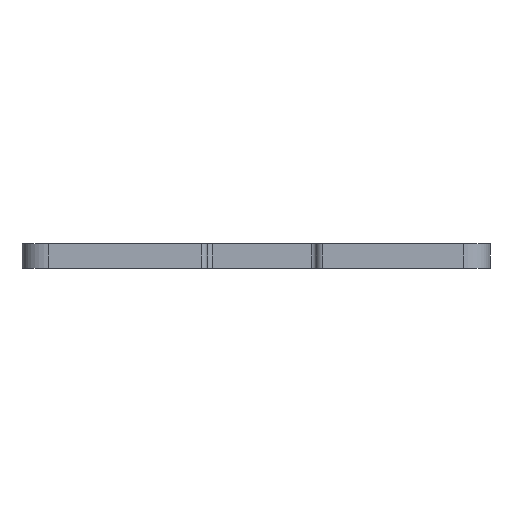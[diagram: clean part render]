
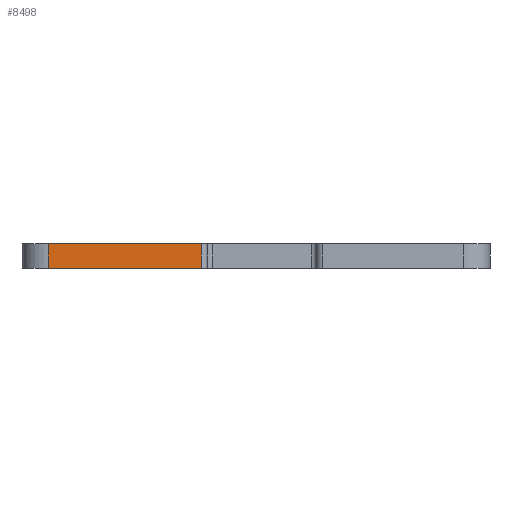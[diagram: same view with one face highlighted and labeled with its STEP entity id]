
A CAD part, front view. The second image highlights one B-rep face of the part: STEP entity #8498.
In plain terms, the highlighted planar face has unit normal (0, -1, 0).
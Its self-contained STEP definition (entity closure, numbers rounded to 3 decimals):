
#84 = PLANE('',#85);
#85 = AXIS2_PLACEMENT_3D('',#86,#87,#88);
#86 = CARTESIAN_POINT('',(154.321,-94.918,4.69));
#87 = DIRECTION('',(0.,0.,1.));
#88 = DIRECTION('',(1.,0.,-0.));
#139 = PLANE('',#140);
#140 = AXIS2_PLACEMENT_3D('',#141,#142,#143);
#141 = CARTESIAN_POINT('',(154.321,-94.918,0.));
#142 = DIRECTION('',(0.,0.,1.));
#143 = DIRECTION('',(1.,0.,-0.));
#420 = VERTEX_POINT('',#421);
#421 = CARTESIAN_POINT('',(114.3,-142.875,0.));
#436 = CYLINDRICAL_SURFACE('',#437,5.08);
#437 = AXIS2_PLACEMENT_3D('',#438,#439,#440);
#438 = CARTESIAN_POINT('',(114.3,-137.795,0.));
#439 = DIRECTION('',(-0.,-0.,-1.));
#440 = DIRECTION('',(1.,0.,-0.));
#448 = EDGE_CURVE('',#449,#420,#451,.T.);
#449 = VERTEX_POINT('',#450);
#450 = CARTESIAN_POINT('',(143.764,-142.875,0.));
#451 = SURFACE_CURVE('',#452,(#456,#463),.PCURVE_S1.);
#452 = LINE('',#453,#454);
#453 = CARTESIAN_POINT('',(143.764,-142.875,0.));
#454 = VECTOR('',#455,1.);
#455 = DIRECTION('',(-1.,0.,0.));
#456 = PCURVE('',#139,#457);
#457 = DEFINITIONAL_REPRESENTATION('',(#458),#462);
#458 = LINE('',#459,#460);
#459 = CARTESIAN_POINT('',(-10.557,-47.957));
#460 = VECTOR('',#461,1.);
#461 = DIRECTION('',(-1.,0.));
#462 = ( GEOMETRIC_REPRESENTATION_CONTEXT(2) 
PARAMETRIC_REPRESENTATION_CONTEXT() REPRESENTATION_CONTEXT('2D SPACE',''
  ) );
#463 = PCURVE('',#464,#469);
#464 = PLANE('',#465);
#465 = AXIS2_PLACEMENT_3D('',#466,#467,#468);
#466 = CARTESIAN_POINT('',(143.764,-142.875,0.));
#467 = DIRECTION('',(0.,-1.,0.));
#468 = DIRECTION('',(-1.,0.,0.));
#469 = DEFINITIONAL_REPRESENTATION('',(#470),#474);
#470 = LINE('',#471,#472);
#471 = CARTESIAN_POINT('',(0.,-0.));
#472 = VECTOR('',#473,1.);
#473 = DIRECTION('',(1.,0.));
#474 = ( GEOMETRIC_REPRESENTATION_CONTEXT(2) 
PARAMETRIC_REPRESENTATION_CONTEXT() REPRESENTATION_CONTEXT('2D SPACE',''
  ) );
#493 = CYLINDRICAL_SURFACE('',#494,1.143);
#494 = AXIS2_PLACEMENT_3D('',#495,#496,#497);
#495 = CARTESIAN_POINT('',(143.764,-141.732,0.));
#496 = DIRECTION('',(-0.,-0.,-1.));
#497 = DIRECTION('',(1.,0.,-0.));
#4701 = VERTEX_POINT('',#4702);
#4702 = CARTESIAN_POINT('',(114.3,-142.875,4.69));
#4724 = EDGE_CURVE('',#4725,#4701,#4727,.T.);
#4725 = VERTEX_POINT('',#4726);
#4726 = CARTESIAN_POINT('',(143.764,-142.875,4.69));
#4727 = SURFACE_CURVE('',#4728,(#4732,#4739),.PCURVE_S1.);
#4728 = LINE('',#4729,#4730);
#4729 = CARTESIAN_POINT('',(143.764,-142.875,4.69));
#4730 = VECTOR('',#4731,1.);
#4731 = DIRECTION('',(-1.,0.,0.));
#4732 = PCURVE('',#84,#4733);
#4733 = DEFINITIONAL_REPRESENTATION('',(#4734),#4738);
#4734 = LINE('',#4735,#4736);
#4735 = CARTESIAN_POINT('',(-10.557,-47.957));
#4736 = VECTOR('',#4737,1.);
#4737 = DIRECTION('',(-1.,0.));
#4738 = ( GEOMETRIC_REPRESENTATION_CONTEXT(2) 
PARAMETRIC_REPRESENTATION_CONTEXT() REPRESENTATION_CONTEXT('2D SPACE',''
  ) );
#4739 = PCURVE('',#464,#4740);
#4740 = DEFINITIONAL_REPRESENTATION('',(#4741),#4745);
#4741 = LINE('',#4742,#4743);
#4742 = CARTESIAN_POINT('',(0.,-4.69));
#4743 = VECTOR('',#4744,1.);
#4744 = DIRECTION('',(1.,0.));
#4745 = ( GEOMETRIC_REPRESENTATION_CONTEXT(2) 
PARAMETRIC_REPRESENTATION_CONTEXT() REPRESENTATION_CONTEXT('2D SPACE',''
  ) );
#8450 = EDGE_CURVE('',#420,#4701,#8451,.T.);
#8451 = SURFACE_CURVE('',#8452,(#8456,#8463),.PCURVE_S1.);
#8452 = LINE('',#8453,#8454);
#8453 = CARTESIAN_POINT('',(114.3,-142.875,0.));
#8454 = VECTOR('',#8455,1.);
#8455 = DIRECTION('',(0.,0.,1.));
#8456 = PCURVE('',#436,#8457);
#8457 = DEFINITIONAL_REPRESENTATION('',(#8458),#8462);
#8458 = LINE('',#8459,#8460);
#8459 = CARTESIAN_POINT('',(-4.712,0.));
#8460 = VECTOR('',#8461,1.);
#8461 = DIRECTION('',(-0.,-1.));
#8462 = ( GEOMETRIC_REPRESENTATION_CONTEXT(2) 
PARAMETRIC_REPRESENTATION_CONTEXT() REPRESENTATION_CONTEXT('2D SPACE',''
  ) );
#8463 = PCURVE('',#464,#8464);
#8464 = DEFINITIONAL_REPRESENTATION('',(#8465),#8469);
#8465 = LINE('',#8466,#8467);
#8466 = CARTESIAN_POINT('',(29.464,0.));
#8467 = VECTOR('',#8468,1.);
#8468 = DIRECTION('',(0.,-1.));
#8469 = ( GEOMETRIC_REPRESENTATION_CONTEXT(2) 
PARAMETRIC_REPRESENTATION_CONTEXT() REPRESENTATION_CONTEXT('2D SPACE',''
  ) );
#8498 = ADVANCED_FACE('',(#8499),#464,.T.);
#8499 = FACE_BOUND('',#8500,.T.);
#8500 = EDGE_LOOP('',(#8501,#8522,#8523,#8524));
#8501 = ORIENTED_EDGE('',*,*,#8502,.T.);
#8502 = EDGE_CURVE('',#449,#4725,#8503,.T.);
#8503 = SURFACE_CURVE('',#8504,(#8508,#8515),.PCURVE_S1.);
#8504 = LINE('',#8505,#8506);
#8505 = CARTESIAN_POINT('',(143.764,-142.875,0.));
#8506 = VECTOR('',#8507,1.);
#8507 = DIRECTION('',(0.,0.,1.));
#8508 = PCURVE('',#464,#8509);
#8509 = DEFINITIONAL_REPRESENTATION('',(#8510),#8514);
#8510 = LINE('',#8511,#8512);
#8511 = CARTESIAN_POINT('',(0.,-0.));
#8512 = VECTOR('',#8513,1.);
#8513 = DIRECTION('',(0.,-1.));
#8514 = ( GEOMETRIC_REPRESENTATION_CONTEXT(2) 
PARAMETRIC_REPRESENTATION_CONTEXT() REPRESENTATION_CONTEXT('2D SPACE',''
  ) );
#8515 = PCURVE('',#493,#8516);
#8516 = DEFINITIONAL_REPRESENTATION('',(#8517),#8521);
#8517 = LINE('',#8518,#8519);
#8518 = CARTESIAN_POINT('',(-4.712,0.));
#8519 = VECTOR('',#8520,1.);
#8520 = DIRECTION('',(-0.,-1.));
#8521 = ( GEOMETRIC_REPRESENTATION_CONTEXT(2) 
PARAMETRIC_REPRESENTATION_CONTEXT() REPRESENTATION_CONTEXT('2D SPACE',''
  ) );
#8522 = ORIENTED_EDGE('',*,*,#4724,.T.);
#8523 = ORIENTED_EDGE('',*,*,#8450,.F.);
#8524 = ORIENTED_EDGE('',*,*,#448,.F.);
